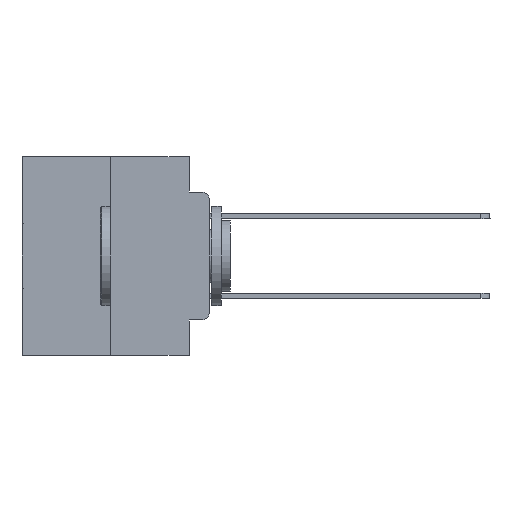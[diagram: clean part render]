
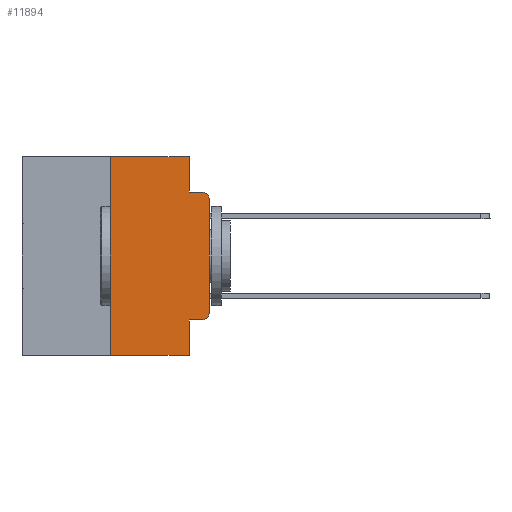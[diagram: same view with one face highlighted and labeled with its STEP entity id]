
A CAD part, left-side view. The second image highlights one B-rep face of the part: STEP entity #11894.
In plain terms, the highlighted planar face has unit normal (-1, 0, 0).
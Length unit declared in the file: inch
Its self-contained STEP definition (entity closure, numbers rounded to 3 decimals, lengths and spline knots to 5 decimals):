
#1429 = CARTESIAN_POINT ( 'NONE',  ( 0., 0.02, -0.0885 ) ) ;
#1945 = LINE ( 'NONE', #14223, #17365 ) ;
#2633 = EDGE_CURVE ( 'NONE', #8391, #12760, #24155, .T. ) ;
#2938 = CARTESIAN_POINT ( 'NONE',  ( 0., 0.25, 0. ) ) ;
#3109 = ORIENTED_EDGE ( 'NONE', *, *, #14976, .T. ) ;
#3906 = LINE ( 'NONE', #8388, #11208 ) ;
#4281 = CARTESIAN_POINT ( 'NONE',  ( 0., 0.051, -0.5 ) ) ;
#4390 = ORIENTED_EDGE ( 'NONE', *, *, #12851, .T. ) ;
#4798 = AXIS2_PLACEMENT_3D ( 'NONE', #28190, #6647, #8893 ) ;
#5153 = ORIENTED_EDGE ( 'NONE', *, *, #27212, .T. ) ;
#6063 = VERTEX_POINT ( 'NONE', #2938 ) ;
#6647 = DIRECTION ( 'NONE',  ( 1., 0., 0. ) ) ;
#6923 = DIRECTION ( 'NONE',  ( 0., 0., 1. ) ) ;
#7396 = CIRCLE ( 'NONE', #13001, 0.02 ) ;
#7753 = CARTESIAN_POINT ( 'NONE',  ( 0., 0., -0.3915 ) ) ;
#8041 = AXIS2_PLACEMENT_3D ( 'NONE', #26219, #31136, #15874 ) ;
#8105 = VECTOR ( 'NONE', #26388, 39.37008 ) ;
#8388 = CARTESIAN_POINT ( 'NONE',  ( 0., 0., 0. ) ) ;
#8391 = VERTEX_POINT ( 'NONE', #30090 ) ;
#8512 = ORIENTED_EDGE ( 'NONE', *, *, #28344, .F. ) ;
#8563 = LINE ( 'NONE', #13189, #11974 ) ;
#8818 = CARTESIAN_POINT ( 'NONE',  ( 0., 0.02, -0.4115 ) ) ;
#8893 = DIRECTION ( 'NONE',  ( 0., 0., -1. ) ) ;
#9038 = EDGE_CURVE ( 'NONE', #24816, #6063, #31448, .T. ) ;
#9069 = ORIENTED_EDGE ( 'NONE', *, *, #10668, .F. ) ;
#9174 = VERTEX_POINT ( 'NONE', #1429 ) ;
#9232 = LINE ( 'NONE', #26144, #10356 ) ;
#9483 = DIRECTION ( 'NONE',  ( 0., -1., 0. ) ) ;
#10026 = VERTEX_POINT ( 'NONE', #7753 ) ;
#10356 = VECTOR ( 'NONE', #16588, 39.37008 ) ;
#10516 = VERTEX_POINT ( 'NONE', #20003 ) ;
#10668 = EDGE_CURVE ( 'NONE', #16826, #10516, #9232, .T. ) ;
#10960 = LINE ( 'NONE', #20211, #22338 ) ;
#11208 = VECTOR ( 'NONE', #18265, 39.37008 ) ;
#11894 = ADVANCED_FACE ( 'NONE', ( #13830 ), #31033, .F. ) ;
#11974 = VECTOR ( 'NONE', #20542, 39.37008 ) ;
#12760 = VERTEX_POINT ( 'NONE', #8818 ) ;
#12851 = EDGE_CURVE ( 'NONE', #26100, #9174, #7396, .T. ) ;
#13001 = AXIS2_PLACEMENT_3D ( 'NONE', #17109, #26822, #19182 ) ;
#13189 = CARTESIAN_POINT ( 'NONE',  ( 0., 0.051, -0.0885 ) ) ;
#13830 = FACE_OUTER_BOUND ( 'NONE', #26663, .T. ) ;
#14072 = DIRECTION ( 'NONE',  ( 0., -1., 0. ) ) ;
#14223 = CARTESIAN_POINT ( 'NONE',  ( 0., 0.473, 0. ) ) ;
#14317 = ORIENTED_EDGE ( 'NONE', *, *, #15542, .F. ) ;
#14976 = EDGE_CURVE ( 'NONE', #10026, #26100, #3906, .T. ) ;
#15542 = EDGE_CURVE ( 'NONE', #6063, #16826, #1945, .T. ) ;
#15874 = DIRECTION ( 'NONE',  ( 0., 0., -1. ) ) ;
#16588 = DIRECTION ( 'NONE',  ( 0., 0., -1. ) ) ;
#16816 = CARTESIAN_POINT ( 'NONE',  ( 0., 0.25, 0. ) ) ;
#16826 = VERTEX_POINT ( 'NONE', #19027 ) ;
#16983 = CARTESIAN_POINT ( 'NONE',  ( 0., 0.051, -0.4115 ) ) ;
#17073 = CARTESIAN_POINT ( 'NONE',  ( 0., 0.25, -0.5 ) ) ;
#17109 = CARTESIAN_POINT ( 'NONE',  ( 0., 0.02, -0.1085 ) ) ;
#17365 = VECTOR ( 'NONE', #14072, 39.37008 ) ;
#17605 = ORIENTED_EDGE ( 'NONE', *, *, #2633, .T. ) ;
#17654 = ORIENTED_EDGE ( 'NONE', *, *, #9038, .F. ) ;
#18265 = DIRECTION ( 'NONE',  ( 0., 0., 1. ) ) ;
#19027 = CARTESIAN_POINT ( 'NONE',  ( 0., 0.051, 0. ) ) ;
#19182 = DIRECTION ( 'NONE',  ( 0., 0., -1. ) ) ;
#19701 = LINE ( 'NONE', #24471, #8105 ) ;
#20003 = CARTESIAN_POINT ( 'NONE',  ( 0., 0.051, -0.0885 ) ) ;
#20052 = ORIENTED_EDGE ( 'NONE', *, *, #21735, .F. ) ;
#20211 = CARTESIAN_POINT ( 'NONE',  ( 0., 0.473, -0.5 ) ) ;
#20542 = DIRECTION ( 'NONE',  ( 0., -1., 0. ) ) ;
#21317 = VERTEX_POINT ( 'NONE', #4281 ) ;
#21735 = EDGE_CURVE ( 'NONE', #10516, #9174, #8563, .T. ) ;
#21793 = CIRCLE ( 'NONE', #8041, 0.02 ) ;
#22338 = VECTOR ( 'NONE', #29911, 39.37008 ) ;
#22555 = VECTOR ( 'NONE', #6923, 39.37008 ) ;
#22902 = ORIENTED_EDGE ( 'NONE', *, *, #25310, .T. ) ;
#24155 = LINE ( 'NONE', #16983, #26887 ) ;
#24471 = CARTESIAN_POINT ( 'NONE',  ( 0., 0.051, 0. ) ) ;
#24816 = VERTEX_POINT ( 'NONE', #17073 ) ;
#25310 = EDGE_CURVE ( 'NONE', #24816, #21317, #10960, .T. ) ;
#26100 = VERTEX_POINT ( 'NONE', #27422 ) ;
#26144 = CARTESIAN_POINT ( 'NONE',  ( 0., 0.051, 0. ) ) ;
#26219 = CARTESIAN_POINT ( 'NONE',  ( 0., 0.02, -0.3915 ) ) ;
#26388 = DIRECTION ( 'NONE',  ( 0., 0., -1. ) ) ;
#26663 = EDGE_LOOP ( 'NONE', ( #3109, #4390, #20052, #9069, #14317, #17654, #22902, #8512, #17605, #5153 ) ) ;
#26822 = DIRECTION ( 'NONE',  ( -1., 0., 0. ) ) ;
#26887 = VECTOR ( 'NONE', #9483, 39.37008 ) ;
#27212 = EDGE_CURVE ( 'NONE', #12760, #10026, #21793, .T. ) ;
#27422 = CARTESIAN_POINT ( 'NONE',  ( 0., 0., -0.1085 ) ) ;
#28190 = CARTESIAN_POINT ( 'NONE',  ( 0., 0.473, 0. ) ) ;
#28344 = EDGE_CURVE ( 'NONE', #8391, #21317, #19701, .T. ) ;
#29911 = DIRECTION ( 'NONE',  ( 0., -1., 0. ) ) ;
#30090 = CARTESIAN_POINT ( 'NONE',  ( 0., 0.051, -0.4115 ) ) ;
#31033 = PLANE ( 'NONE',  #4798 ) ;
#31136 = DIRECTION ( 'NONE',  ( -1., 0., 0. ) ) ;
#31448 = LINE ( 'NONE', #16816, #22555 ) ;
